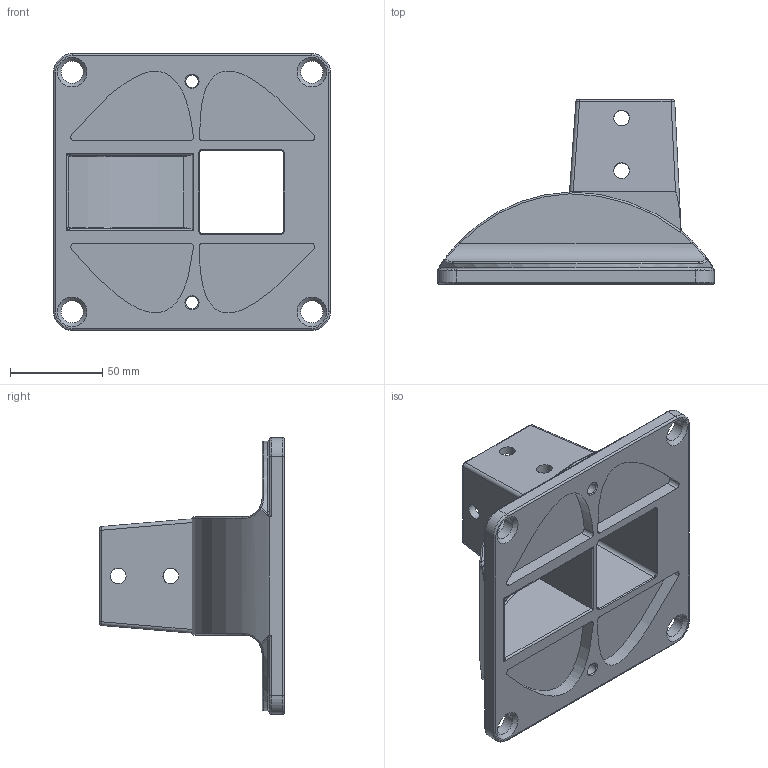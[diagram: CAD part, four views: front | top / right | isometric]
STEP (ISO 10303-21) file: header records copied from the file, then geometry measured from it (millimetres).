
FILE_DESCRIPTION((''),'2;1');
FILE_NAME('AR3619.stp','2016-11-04T12:34:18',('Konstruktor II'),(''),'Autodesk Inventor 2013','Autodesk Inventor 2013','');
FILE_SCHEMA(('AUTOMOTIVE_DESIGN { 1 0 10303 214 1 1 1 1 }'));
Length unit declared in the file: millimetre
Products named in the file (1): AR3619
Bounding box: 150 x 100 x 150 mm (x, y, z)
Volume: 340278.9 mm3; surface area: 96616.2 mm2
Topology: 1 solids, 1 shells, 186 faces, 447 edges, 266 vertices
Faces by surface type: cylinder 55, plane 47, bspline 42, torus 20, cone 16, sphere 6
Full cylindrical faces by diameter (mm): 6.647 x2, 8.5 x8, 12 x4
Entity records: 6278 total; most frequent: CARTESIAN_POINT 2279, ORIENTED_EDGE 818, DIRECTION 773, EDGE_CURVE 409, AXIS2_PLACEMENT_3D 323, VERTEX_POINT 252, EDGE_LOOP 243, FACE_OUTER_BOUND 186
